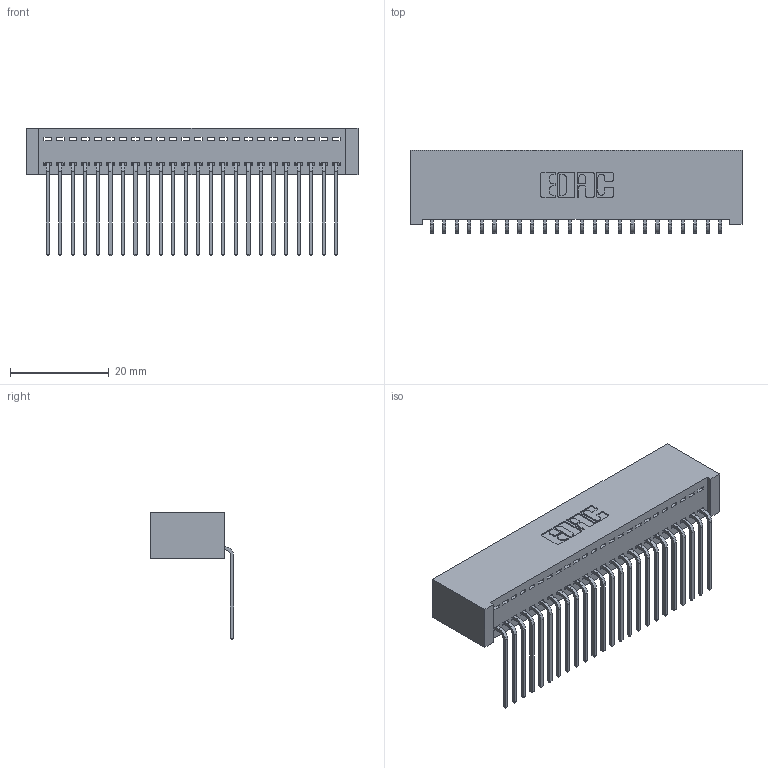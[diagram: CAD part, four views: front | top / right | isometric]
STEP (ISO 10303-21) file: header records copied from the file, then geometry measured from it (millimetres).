
FILE_DESCRIPTION (( 'STEP AP203' ), '1' );
FILE_NAME ('342-024-559-101.STEP', '2019-10-02T00:16:12', ( '' ), ( '' ), 'SwSTEP 2.0', 'SolidWorks 2016', '' );
FILE_SCHEMA (( 'CONFIG_CONTROL_DESIGN' ));
Length unit declared in the file: inch
Products named in the file (3): 342 Part_Lugless; 345-292-001_558 559 Tail - 1; 342-024-559-101
Assembly tree (25 placements, depth 2):
  342-024-559-101
    342 Part_Lugless
    345-292-001_558 559 Tail - 1  x24
Bounding box: 67.21 x 16.83 x 25.78 mm (x, y, z)
Volume: 6315.5 mm3; surface area: 9715.3 mm2
Topology: 25 solids, 25 shells, 1542 faces, 4643 edges, 3062 vertices
Faces by surface type: plane 1118, cylinder 424
Entity records: 16675 total; most frequent: CARTESIAN_POINT 2886, ORIENTED_EDGE 2846, DIRECTION 2463, EDGE_CURVE 1423, LINE 1303, VECTOR 1303, VERTEX_POINT 946, AXIS2_PLACEMENT_3D 580
